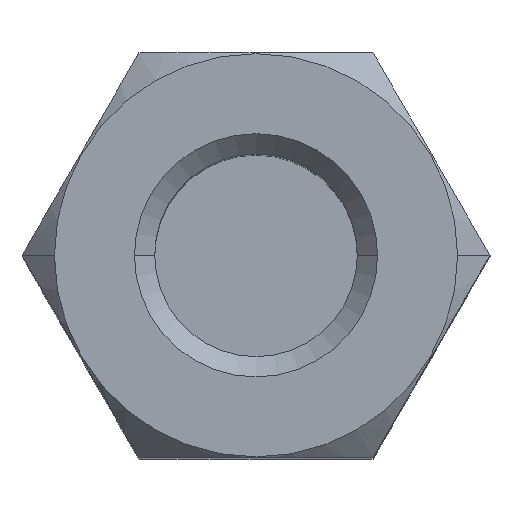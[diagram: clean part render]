
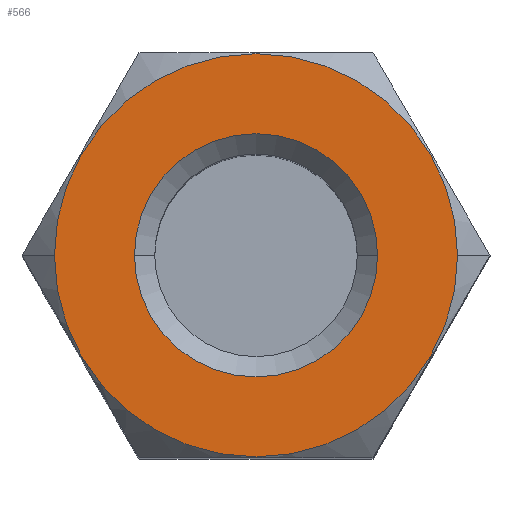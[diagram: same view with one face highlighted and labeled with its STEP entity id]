
A CAD part, top view. The second image highlights one B-rep face of the part: STEP entity #566.
In plain terms, the highlighted planar face has unit normal (0, 0, 1).
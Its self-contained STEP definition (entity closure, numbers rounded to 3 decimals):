
#3 = DIRECTION ( 'NONE',  ( 0., 0., 1. ) ) ;
#17 = ORIENTED_EDGE ( 'NONE', *, *, #262, .T. ) ;
#20 = DIRECTION ( 'NONE',  ( 0., 0., 1. ) ) ;
#46 = CIRCLE ( 'NONE', #498, 2.487 ) ;
#54 = CARTESIAN_POINT ( 'NONE',  ( 0., 0., 5. ) ) ;
#56 = VERTEX_POINT ( 'NONE', #639 ) ;
#64 = CARTESIAN_POINT ( 'NONE',  ( 1.5, 0., 5. ) ) ;
#69 = DIRECTION ( 'NONE',  ( 1., 0., 0. ) ) ;
#96 = ORIENTED_EDGE ( 'NONE', *, *, #519, .T. ) ;
#184 = DIRECTION ( 'NONE',  ( 0., 0., -1. ) ) ;
#188 = FACE_BOUND ( 'NONE', #374, .T. ) ;
#192 = DIRECTION ( 'NONE',  ( 1., 0., 0. ) ) ;
#245 = DIRECTION ( 'NONE',  ( 1., 0., 0. ) ) ;
#247 = CARTESIAN_POINT ( 'NONE',  ( -1.5, 0., 5. ) ) ;
#248 = AXIS2_PLACEMENT_3D ( 'NONE', #501, #309, #245 ) ;
#262 = EDGE_CURVE ( 'NONE', #570, #625, #316, .T. ) ;
#308 = DIRECTION ( 'NONE',  ( 0., 0., 1. ) ) ;
#309 = DIRECTION ( 'NONE',  ( 0., 0., -1. ) ) ;
#316 = CIRCLE ( 'NONE', #248, 1.5 ) ;
#329 = ORIENTED_EDGE ( 'NONE', *, *, #739, .T. ) ;
#352 = CIRCLE ( 'NONE', #699, 1.5 ) ;
#358 = DIRECTION ( 'NONE',  ( 1., 0., 0. ) ) ;
#374 = EDGE_LOOP ( 'NONE', ( #17, #550 ) ) ;
#426 = CIRCLE ( 'NONE', #573, 2.487 ) ;
#431 = FACE_OUTER_BOUND ( 'NONE', #666, .T. ) ;
#469 = AXIS2_PLACEMENT_3D ( 'NONE', #54, #3, #488 ) ;
#488 = DIRECTION ( 'NONE',  ( 1., 0., 0. ) ) ;
#498 = AXIS2_PLACEMENT_3D ( 'NONE', #499, #308, #358 ) ;
#499 = CARTESIAN_POINT ( 'NONE',  ( 0., 0., 5. ) ) ;
#501 = CARTESIAN_POINT ( 'NONE',  ( 0., 0., 5. ) ) ;
#519 = EDGE_CURVE ( 'NONE', #670, #56, #46, .T. ) ;
#550 = ORIENTED_EDGE ( 'NONE', *, *, #572, .T. ) ;
#566 = ADVANCED_FACE ( 'NONE', ( #188, #431 ), #610, .T. ) ;
#570 = VERTEX_POINT ( 'NONE', #64 ) ;
#572 = EDGE_CURVE ( 'NONE', #625, #570, #352, .T. ) ;
#573 = AXIS2_PLACEMENT_3D ( 'NONE', #627, #20, #69 ) ;
#602 = CARTESIAN_POINT ( 'NONE',  ( -2.487, 0., 5. ) ) ;
#610 = PLANE ( 'NONE',  #469 ) ;
#625 = VERTEX_POINT ( 'NONE', #247 ) ;
#627 = CARTESIAN_POINT ( 'NONE',  ( 0., 0., 5. ) ) ;
#639 = CARTESIAN_POINT ( 'NONE',  ( 2.487, 0., 5. ) ) ;
#666 = EDGE_LOOP ( 'NONE', ( #329, #96 ) ) ;
#670 = VERTEX_POINT ( 'NONE', #602 ) ;
#699 = AXIS2_PLACEMENT_3D ( 'NONE', #730, #184, #192 ) ;
#730 = CARTESIAN_POINT ( 'NONE',  ( 0., 0., 5. ) ) ;
#739 = EDGE_CURVE ( 'NONE', #56, #670, #426, .T. ) ;
